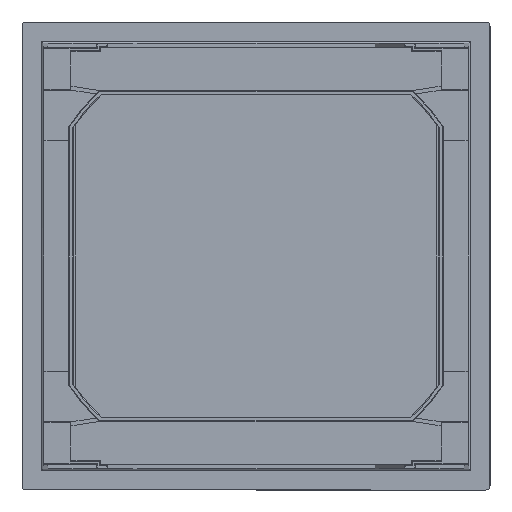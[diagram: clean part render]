
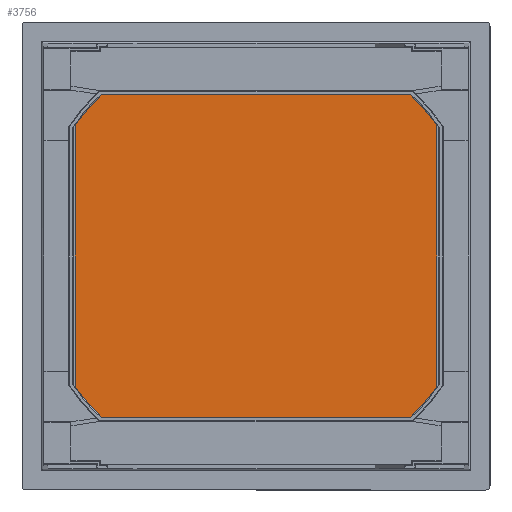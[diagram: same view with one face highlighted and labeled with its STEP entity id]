
A CAD part, front view. The second image highlights one B-rep face of the part: STEP entity #3756.
In plain terms, the highlighted planar face has unit normal (0, -1, 0).
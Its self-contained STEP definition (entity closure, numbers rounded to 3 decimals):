
#224 = LINE ( 'NONE', #1322, #2106 ) ;
#355 = ORIENTED_EDGE ( 'NONE', *, *, #3666, .F. ) ;
#379 = DIRECTION ( 'NONE',  ( -1., 0., 0. ) ) ;
#410 = CARTESIAN_POINT ( 'NONE',  ( 96., 0., 96. ) ) ;
#1322 = CARTESIAN_POINT ( 'NONE',  ( -96., 0., -96. ) ) ;
#1463 = LINE ( 'NONE', #4690, #6392 ) ;
#2106 = VECTOR ( 'NONE', #3560, 1000. ) ;
#2131 = EDGE_CURVE ( 'NONE', #6513, #6502, #1463, .T. ) ;
#2523 = CARTESIAN_POINT ( 'NONE',  ( -96., 0., 96. ) ) ;
#2932 = ORIENTED_EDGE ( 'NONE', *, *, #2131, .F. ) ;
#3164 = DIRECTION ( 'NONE',  ( 0., 0., 1. ) ) ;
#3231 = FACE_OUTER_BOUND ( 'NONE', #3839, .T. ) ;
#3550 = ORIENTED_EDGE ( 'NONE', *, *, #4285, .F. ) ;
#3560 = DIRECTION ( 'NONE',  ( 0., 0., 1. ) ) ;
#3666 = EDGE_CURVE ( 'NONE', #6540, #5527, #6838, .T. ) ;
#3730 = AXIS2_PLACEMENT_3D ( 'NONE', #4392, #5891, #3164 ) ;
#3756 = ADVANCED_FACE ( 'NONE', ( #3231 ), #4807, .F. ) ;
#3839 = EDGE_LOOP ( 'NONE', ( #3550, #2932, #4120, #355 ) ) ;
#4039 = CARTESIAN_POINT ( 'NONE',  ( 96., 0., -96. ) ) ;
#4076 = DIRECTION ( 'NONE',  ( 0., 0., -1. ) ) ;
#4120 = ORIENTED_EDGE ( 'NONE', *, *, #5341, .F. ) ;
#4285 = EDGE_CURVE ( 'NONE', #6502, #6540, #224, .T. ) ;
#4392 = CARTESIAN_POINT ( 'NONE',  ( -96., 0., 96. ) ) ;
#4426 = CARTESIAN_POINT ( 'NONE',  ( -96., 0., -96. ) ) ;
#4534 = LINE ( 'NONE', #4039, #4583 ) ;
#4583 = VECTOR ( 'NONE', #4076, 1000. ) ;
#4675 = CARTESIAN_POINT ( 'NONE',  ( -96., 0., 96. ) ) ;
#4690 = CARTESIAN_POINT ( 'NONE',  ( -96., 0., -96. ) ) ;
#4807 = PLANE ( 'NONE',  #3730 ) ;
#4963 = VECTOR ( 'NONE', #5825, 1000. ) ;
#5341 = EDGE_CURVE ( 'NONE', #5527, #6513, #4534, .T. ) ;
#5527 = VERTEX_POINT ( 'NONE', #410 ) ;
#5825 = DIRECTION ( 'NONE',  ( 1., 0., 0. ) ) ;
#5891 = DIRECTION ( 'NONE',  ( 0., 1., 0. ) ) ;
#6110 = CARTESIAN_POINT ( 'NONE',  ( 96., 0., -96. ) ) ;
#6392 = VECTOR ( 'NONE', #379, 1000. ) ;
#6502 = VERTEX_POINT ( 'NONE', #4426 ) ;
#6513 = VERTEX_POINT ( 'NONE', #6110 ) ;
#6540 = VERTEX_POINT ( 'NONE', #2523 ) ;
#6838 = LINE ( 'NONE', #4675, #4963 ) ;
